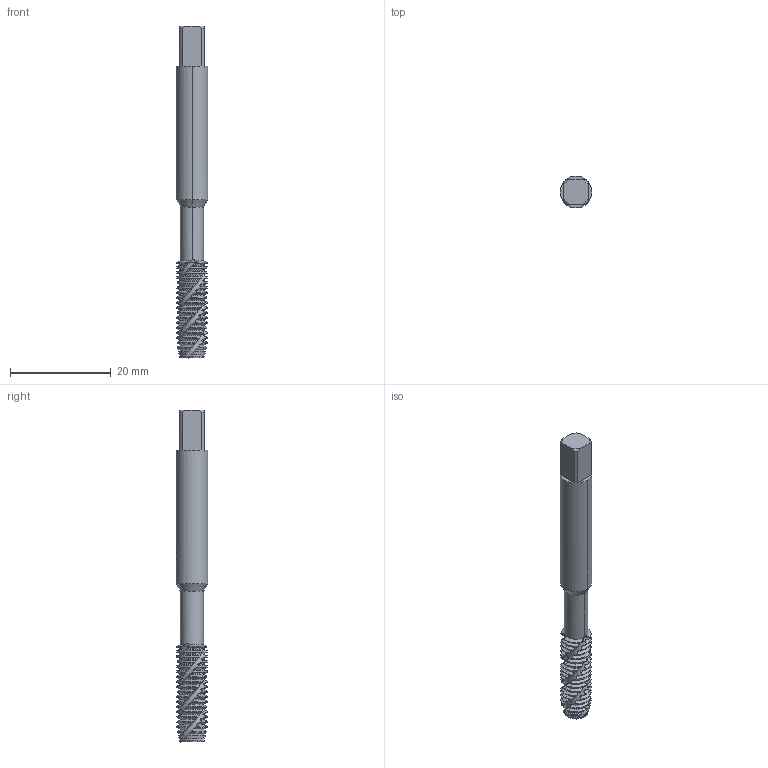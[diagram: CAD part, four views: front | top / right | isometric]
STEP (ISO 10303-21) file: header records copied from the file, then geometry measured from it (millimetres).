
FILE_DESCRIPTION(('no description'),'unknown implementation level');
FILE_NAME('solid5vJsMnC_mV3VybZq7gbpwUsc7go_1.STP',' ',('CIM GmbH Aachen'),('CADClick - KiM GmbH - www.kimweb.de'),'unknown preprocess','ACIS','unknown authorization');
FILE_SCHEMA(('automotive_design'));
Length unit declared in the file: millimetre
Products named in the file (2): 1; 2
Bounding box: 6.3 x 6.3 x 66 mm (x, y, z)
Volume: 1630.7 mm3; surface area: 1965.3 mm2
Topology: 2 solids, 2 shells, 517 faces, 1480 edges, 964 vertices
Faces by surface type: cone 200, cylinder 180, bspline 111, plane 17, revolution 9
Entity records: 68806 total; most frequent: CARTESIAN_POINT 40550, STYLED_ITEM 2960, PRESENTATION_STYLE_ASSIGNMENT 2960, COLOUR_RGB 2960, ORIENTED_EDGE 2954, DIRECTION 1888, EDGE_CURVE 1477, CURVE_STYLE 1477
